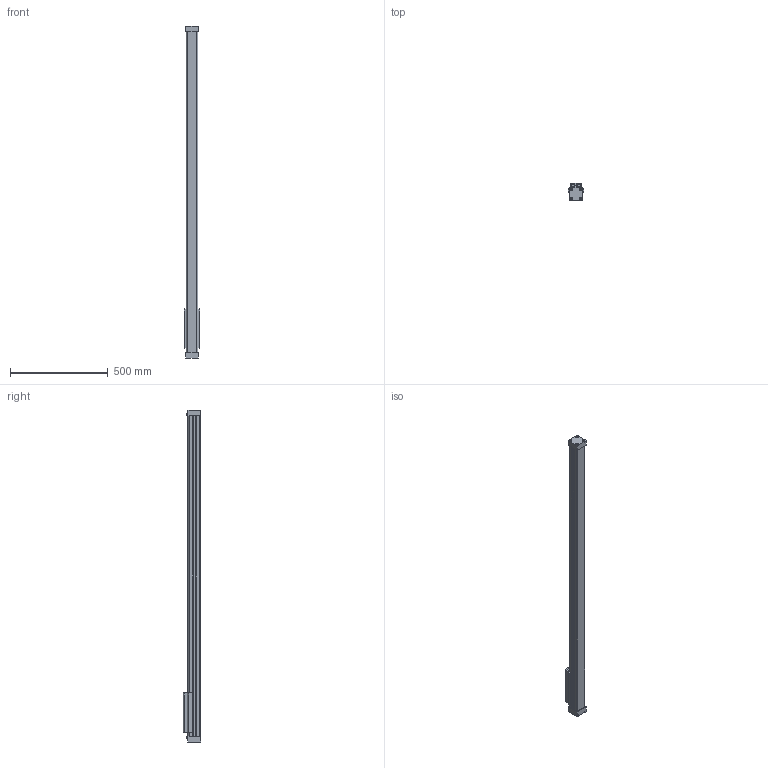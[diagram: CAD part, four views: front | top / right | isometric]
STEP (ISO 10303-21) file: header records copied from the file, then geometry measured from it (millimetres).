
FILE_DESCRIPTION(/* description */ ('Unknown'),/* implementation_level */ '2;1');
FILE_NAME(/* name */ '1605.40.1400.01.MH',/* time_stamp */ '2020-02-28T10:06:31-05:00',/* author */ ('Unknown'),/* organization */ ('Unknown'),/* preprocessor_version */ 'ST-DEVELOPER v16.7',/* originating_system */ 'Solid Edge',/* authorisation */ 'Unknown');
FILE_SCHEMA (('AUTOMOTIVE_DESIGN {1 0 10303 214 3 1 1}'));
Length unit declared in the file: millimetre
Products named in the file (4): 1605.40.1400.01.MH; CILINDRO Ø40 C0; CARRELLO Ø40; CARRO GUIDA Ø40
Assembly tree (3 placements, depth 2):
  1605.40.1400.01.MH
    CILINDRO Ø40 C0
    CARRELLO Ø40
    CARRO GUIDA Ø40
Bounding box: 77 x 88.5 x 1700 mm (x, y, z)
Volume: 6352750.1 mm3; surface area: 532836.4 mm2
Topology: 3 solids, 3 shells, 257 faces, 590 edges, 388 vertices
Faces by surface type: plane 207, cylinder 50
Full cylindrical faces by diameter (mm): 4.134 x16, 4.917 x8, 5.3 x2, 11.445 x2, 13 x8, 13.5 x8, 18.5 x2
Entity records: 7081 total; most frequent: CARTESIAN_POINT 1193, DIRECTION 1166, ORIENTED_EDGE 1088, EDGE_CURVE 544, LINE 444, VECTOR 444, VERTEX_POINT 388, EDGE_LOOP 368
